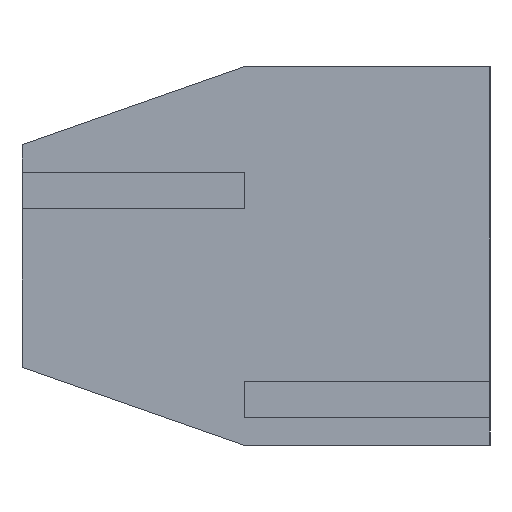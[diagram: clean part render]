
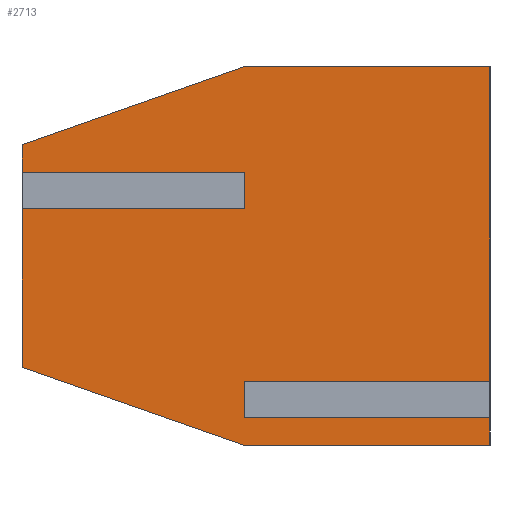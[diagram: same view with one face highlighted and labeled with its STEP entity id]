
A CAD part, left-side view. The second image highlights one B-rep face of the part: STEP entity #2713.
In plain terms, the highlighted planar face has unit normal (-1, 0, 0).
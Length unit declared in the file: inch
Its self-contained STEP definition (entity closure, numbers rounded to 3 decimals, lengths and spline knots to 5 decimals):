
#21 = ORIENTED_EDGE ( 'NONE', *, *, #925, .T. ) ;
#44 = VECTOR ( 'NONE', #58, 39.37008 ) ;
#58 = DIRECTION ( 'NONE',  ( 0., 0., 1. ) ) ;
#90 = LINE ( 'NONE', #2668, #2345 ) ;
#137 = LINE ( 'NONE', #1092, #44 ) ;
#190 = CARTESIAN_POINT ( 'NONE',  ( -0.27559, 0.16535, 0. ) ) ;
#203 = VECTOR ( 'NONE', #2819, 39.37008 ) ;
#228 = VECTOR ( 'NONE', #988, 39.37008 ) ;
#233 = EDGE_CURVE ( 'NONE', #1488, #2273, #341, .T. ) ;
#240 = VERTEX_POINT ( 'NONE', #2164 ) ;
#315 = CARTESIAN_POINT ( 'NONE',  ( -0.27559, 0.17323, -0.11417 ) ) ;
#334 = ORIENTED_EDGE ( 'NONE', *, *, #688, .T. ) ;
#341 = LINE ( 'NONE', #1706, #2416 ) ;
#342 = CARTESIAN_POINT ( 'NONE',  ( -0.27559, 0., -0.13386 ) ) ;
#356 = EDGE_CURVE ( 'NONE', #2281, #240, #90, .T. ) ;
#357 = CARTESIAN_POINT ( 'NONE',  ( -0.27559, 0., -0.08858 ) ) ;
#367 = LINE ( 'NONE', #980, #2270 ) ;
#533 = ORIENTED_EDGE ( 'NONE', *, *, #999, .T. ) ;
#553 = CARTESIAN_POINT ( 'NONE',  ( -0.27559, 0.33071, 0.05905 ) ) ;
#563 = CARTESIAN_POINT ( 'NONE',  ( -0.27559, 0.17323, 0.03346 ) ) ;
#595 = VERTEX_POINT ( 'NONE', #739 ) ;
#658 = EDGE_CURVE ( 'NONE', #595, #2539, #1755, .T. ) ;
#669 = EDGE_LOOP ( 'NONE', ( #533, #973, #2776, #2600, #2730, #2239, #334, #1123, #1383, #1088, #2351, #703, #2260, #21 ) ) ;
#688 = EDGE_CURVE ( 'NONE', #2282, #1584, #367, .T. ) ;
#703 = ORIENTED_EDGE ( 'NONE', *, *, #2300, .F. ) ;
#739 = CARTESIAN_POINT ( 'NONE',  ( -0.27559, 0., -0.13386 ) ) ;
#765 = CARTESIAN_POINT ( 'NONE',  ( -0.27559, 0.33071, 0.07874 ) ) ;
#819 = LINE ( 'NONE', #765, #228 ) ;
#821 = VECTOR ( 'NONE', #2716, 39.37008 ) ;
#822 = CARTESIAN_POINT ( 'NONE',  ( -0.27559, 0.16929, -0.08858 ) ) ;
#872 = CARTESIAN_POINT ( 'NONE',  ( -0.27559, 0., 0. ) ) ;
#880 = CARTESIAN_POINT ( 'NONE',  ( -0.27559, 0.08268, -0.11417 ) ) ;
#884 = CARTESIAN_POINT ( 'NONE',  ( -0.27559, 0.33071, 0.03346 ) ) ;
#892 = VECTOR ( 'NONE', #2231, 39.37008 ) ;
#912 = DIRECTION ( 'NONE',  ( 0., 1., 0. ) ) ;
#923 = DIRECTION ( 'NONE',  ( 0., -0.944, -0.33 ) ) ;
#925 = EDGE_CURVE ( 'NONE', #240, #1653, #2766, .T. ) ;
#973 = ORIENTED_EDGE ( 'NONE', *, *, #1166, .F. ) ;
#980 = CARTESIAN_POINT ( 'NONE',  ( -0.27559, 0.17323, -0.05709 ) ) ;
#988 = DIRECTION ( 'NONE',  ( 0., -0.944, 0.33 ) ) ;
#999 = EDGE_CURVE ( 'NONE', #1653, #1038, #1636, .T. ) ;
#1038 = VERTEX_POINT ( 'NONE', #884 ) ;
#1045 = VERTEX_POINT ( 'NONE', #1554 ) ;
#1049 = CARTESIAN_POINT ( 'NONE',  ( -0.27559, 0.17323, -0.08858 ) ) ;
#1088 = ORIENTED_EDGE ( 'NONE', *, *, #233, .T. ) ;
#1092 = CARTESIAN_POINT ( 'NONE',  ( -0.27559, 0.33071, 0. ) ) ;
#1099 = DIRECTION ( 'NONE',  ( 0., 0., -1. ) ) ;
#1123 = ORIENTED_EDGE ( 'NONE', *, *, #2650, .T. ) ;
#1137 = VECTOR ( 'NONE', #1650, 39.37008 ) ;
#1166 = EDGE_CURVE ( 'NONE', #2622, #1038, #137, .T. ) ;
#1191 = VECTOR ( 'NONE', #2580, 39.37008 ) ;
#1327 = LINE ( 'NONE', #1403, #1137 ) ;
#1357 = DIRECTION ( 'NONE',  ( 0., -1., 0. ) ) ;
#1358 = FACE_OUTER_BOUND ( 'NONE', #669, .T. ) ;
#1373 = EDGE_CURVE ( 'NONE', #2622, #1045, #2627, .T. ) ;
#1383 = ORIENTED_EDGE ( 'NONE', *, *, #2675, .T. ) ;
#1403 = CARTESIAN_POINT ( 'NONE',  ( -0.27559, 0.33071, 0. ) ) ;
#1410 = CARTESIAN_POINT ( 'NONE',  ( -0.27559, 0., 0. ) ) ;
#1482 = DIRECTION ( 'NONE',  ( 0., -1., 0. ) ) ;
#1488 = VERTEX_POINT ( 'NONE', #2717 ) ;
#1536 = EDGE_CURVE ( 'NONE', #1639, #2273, #819, .T. ) ;
#1541 = DIRECTION ( 'NONE',  ( 0., 0., -1. ) ) ;
#1554 = CARTESIAN_POINT ( 'NONE',  ( -0.27559, 0.17323, -0.13386 ) ) ;
#1566 = AXIS2_PLACEMENT_3D ( 'NONE', #190, #2579, #1099 ) ;
#1584 = VERTEX_POINT ( 'NONE', #1049 ) ;
#1608 = VECTOR ( 'NONE', #1541, 39.37008 ) ;
#1627 = VERTEX_POINT ( 'NONE', #357 ) ;
#1636 = LINE ( 'NONE', #2609, #203 ) ;
#1639 = VERTEX_POINT ( 'NONE', #2741 ) ;
#1650 = DIRECTION ( 'NONE',  ( 0., 0., 1. ) ) ;
#1653 = VERTEX_POINT ( 'NONE', #563 ) ;
#1697 = CARTESIAN_POINT ( 'NONE',  ( -0.27559, 0.33071, -0.07874 ) ) ;
#1706 = CARTESIAN_POINT ( 'NONE',  ( -0.27559, 0., 0.13386 ) ) ;
#1737 = DIRECTION ( 'NONE',  ( 0., 0., 1. ) ) ;
#1755 = LINE ( 'NONE', #1410, #821 ) ;
#1784 = LINE ( 'NONE', #342, #1191 ) ;
#1800 = CARTESIAN_POINT ( 'NONE',  ( -0.27559, 0.33071, -0.07874 ) ) ;
#1890 = EDGE_CURVE ( 'NONE', #2539, #2282, #2268, .T. ) ;
#2028 = VECTOR ( 'NONE', #1737, 39.37008 ) ;
#2087 = LINE ( 'NONE', #872, #2028 ) ;
#2126 = VECTOR ( 'NONE', #923, 39.37008 ) ;
#2164 = CARTESIAN_POINT ( 'NONE',  ( -0.27559, 0.17323, 0.05905 ) ) ;
#2231 = DIRECTION ( 'NONE',  ( 0., 1., 0. ) ) ;
#2239 = ORIENTED_EDGE ( 'NONE', *, *, #1890, .T. ) ;
#2260 = ORIENTED_EDGE ( 'NONE', *, *, #356, .T. ) ;
#2268 = LINE ( 'NONE', #880, #892 ) ;
#2270 = VECTOR ( 'NONE', #2527, 39.37008 ) ;
#2273 = VERTEX_POINT ( 'NONE', #2718 ) ;
#2281 = VERTEX_POINT ( 'NONE', #553 ) ;
#2282 = VERTEX_POINT ( 'NONE', #315 ) ;
#2300 = EDGE_CURVE ( 'NONE', #2281, #1639, #1327, .T. ) ;
#2345 = VECTOR ( 'NONE', #1357, 39.37008 ) ;
#2351 = ORIENTED_EDGE ( 'NONE', *, *, #1536, .F. ) ;
#2395 = CARTESIAN_POINT ( 'NONE',  ( -0.27559, 0.17323, 0.01673 ) ) ;
#2401 = LINE ( 'NONE', #822, #2724 ) ;
#2416 = VECTOR ( 'NONE', #912, 39.37008 ) ;
#2520 = EDGE_CURVE ( 'NONE', #595, #1045, #1784, .T. ) ;
#2527 = DIRECTION ( 'NONE',  ( 0., 0., 1. ) ) ;
#2539 = VERTEX_POINT ( 'NONE', #2796 ) ;
#2579 = DIRECTION ( 'NONE',  ( 1., 0., 0. ) ) ;
#2580 = DIRECTION ( 'NONE',  ( 0., 1., 0. ) ) ;
#2600 = ORIENTED_EDGE ( 'NONE', *, *, #2520, .F. ) ;
#2609 = CARTESIAN_POINT ( 'NONE',  ( -0.27559, 0.24803, 0.03346 ) ) ;
#2613 = PLANE ( 'NONE',  #1566 ) ;
#2622 = VERTEX_POINT ( 'NONE', #1697 ) ;
#2627 = LINE ( 'NONE', #1800, #2126 ) ;
#2650 = EDGE_CURVE ( 'NONE', #1584, #1627, #2401, .T. ) ;
#2668 = CARTESIAN_POINT ( 'NONE',  ( -0.27559, 0.16929, 0.05905 ) ) ;
#2675 = EDGE_CURVE ( 'NONE', #1627, #1488, #2087, .T. ) ;
#2713 = ADVANCED_FACE ( 'NONE', ( #1358 ), #2613, .F. ) ;
#2716 = DIRECTION ( 'NONE',  ( 0., 0., 1. ) ) ;
#2717 = CARTESIAN_POINT ( 'NONE',  ( -0.27559, 0., 0.13386 ) ) ;
#2718 = CARTESIAN_POINT ( 'NONE',  ( -0.27559, 0.17323, 0.13386 ) ) ;
#2724 = VECTOR ( 'NONE', #1482, 39.37008 ) ;
#2730 = ORIENTED_EDGE ( 'NONE', *, *, #658, .T. ) ;
#2741 = CARTESIAN_POINT ( 'NONE',  ( -0.27559, 0.33071, 0.07874 ) ) ;
#2766 = LINE ( 'NONE', #2395, #1608 ) ;
#2776 = ORIENTED_EDGE ( 'NONE', *, *, #1373, .T. ) ;
#2796 = CARTESIAN_POINT ( 'NONE',  ( -0.27559, 0., -0.11417 ) ) ;
#2819 = DIRECTION ( 'NONE',  ( 0., 1., 0. ) ) ;
